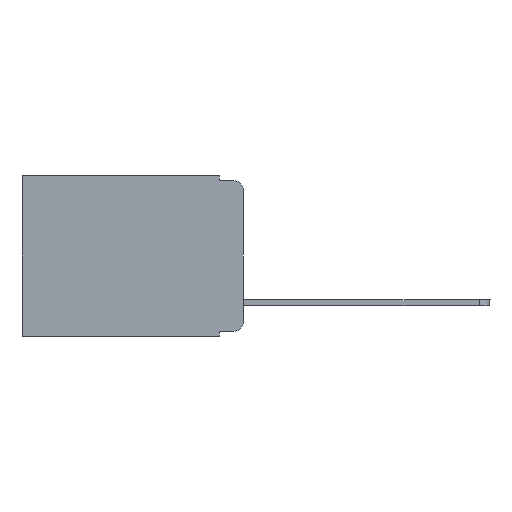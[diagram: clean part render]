
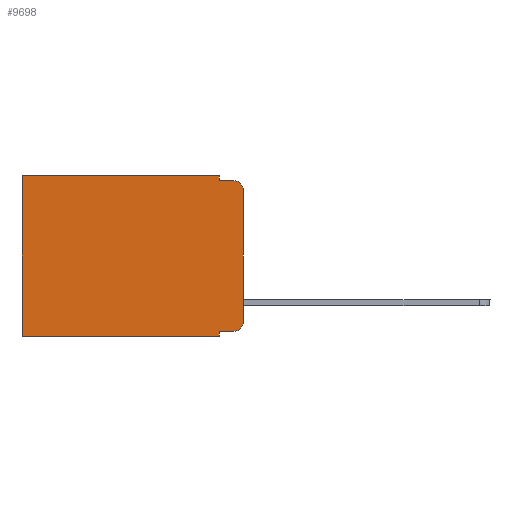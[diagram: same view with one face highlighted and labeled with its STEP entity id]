
A CAD part, left-side view. The second image highlights one B-rep face of the part: STEP entity #9698.
In plain terms, the highlighted planar face has unit normal (-1, 0, 0).
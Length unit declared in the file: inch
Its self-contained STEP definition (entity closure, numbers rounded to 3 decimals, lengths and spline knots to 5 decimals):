
#360 = VERTEX_POINT ( 'NONE', #8654 ) ;
#733 = EDGE_CURVE ( 'NONE', #9122, #13635, #9621, .T. ) ;
#876 = CARTESIAN_POINT ( 'NONE',  ( 0.298, 0.473, 0. ) ) ;
#1104 = AXIS2_PLACEMENT_3D ( 'NONE', #11053, #10979, #20091 ) ;
#1605 = VERTEX_POINT ( 'NONE', #14772 ) ;
#1795 = ORIENTED_EDGE ( 'NONE', *, *, #733, .T. ) ;
#2026 = CARTESIAN_POINT ( 'NONE',  ( 0.298, 0.02, -0.333 ) ) ;
#2062 = ORIENTED_EDGE ( 'NONE', *, *, #2397, .T. ) ;
#2067 = ORIENTED_EDGE ( 'NONE', *, *, #10198, .T. ) ;
#2397 = EDGE_CURVE ( 'NONE', #2690, #10123, #7659, .T. ) ;
#2469 = CARTESIAN_POINT ( 'NONE',  ( 0.298, 0.02, -0.01 ) ) ;
#2589 = LINE ( 'NONE', #13758, #21055 ) ;
#2690 = VERTEX_POINT ( 'NONE', #2026 ) ;
#2695 = ORIENTED_EDGE ( 'NONE', *, *, #12425, .F. ) ;
#2880 = CARTESIAN_POINT ( 'NONE',  ( 0.298, 0., -0.03 ) ) ;
#3858 = EDGE_LOOP ( 'NONE', ( #2695, #1795, #13339, #10542, #2067, #5865, #13267, #14011, #10092, #2062 ) ) ;
#4053 = CARTESIAN_POINT ( 'NONE',  ( 0.298, 0.051, -0.333 ) ) ;
#5511 = AXIS2_PLACEMENT_3D ( 'NONE', #13041, #5722, #12965 ) ;
#5722 = DIRECTION ( 'NONE',  ( -1., 0., 0. ) ) ;
#5865 = ORIENTED_EDGE ( 'NONE', *, *, #21498, .T. ) ;
#5989 = PLANE ( 'NONE',  #12715 ) ;
#6032 = CARTESIAN_POINT ( 'NONE',  ( 0.298, 0.051, 0. ) ) ;
#6141 = LINE ( 'NONE', #4053, #16491 ) ;
#6484 = CARTESIAN_POINT ( 'NONE',  ( 0.298, 0.051, -0.01 ) ) ;
#6669 = VECTOR ( 'NONE', #8487, 39.37008 ) ;
#6715 = DIRECTION ( 'NONE',  ( 0., 0., -1. ) ) ;
#7659 = CIRCLE ( 'NONE', #5511, 0.02 ) ;
#7988 = DIRECTION ( 'NONE',  ( 0., 1., 0. ) ) ;
#8100 = LINE ( 'NONE', #876, #16482 ) ;
#8196 = VECTOR ( 'NONE', #18757, 39.37008 ) ;
#8466 = FACE_OUTER_BOUND ( 'NONE', #3858, .T. ) ;
#8487 = DIRECTION ( 'NONE',  ( 0., 0., -1. ) ) ;
#8654 = CARTESIAN_POINT ( 'NONE',  ( 0.298, 0.473, -0.343 ) ) ;
#8843 = EDGE_CURVE ( 'NONE', #11819, #23097, #17731, .T. ) ;
#9058 = EDGE_CURVE ( 'NONE', #23097, #13635, #22746, .T. ) ;
#9122 = VERTEX_POINT ( 'NONE', #2880 ) ;
#9217 = EDGE_CURVE ( 'NONE', #1605, #14052, #2589, .T. ) ;
#9621 = CIRCLE ( 'NONE', #1104, 0.02 ) ;
#9698 = ADVANCED_FACE ( 'NONE', ( #8466 ), #5989, .F. ) ;
#9717 = CARTESIAN_POINT ( 'NONE',  ( 0.298, 0., -0.343 ) ) ;
#10043 = CARTESIAN_POINT ( 'NONE',  ( 0.298, 0.051, 0. ) ) ;
#10092 = ORIENTED_EDGE ( 'NONE', *, *, #14559, .T. ) ;
#10123 = VERTEX_POINT ( 'NONE', #10885 ) ;
#10198 = EDGE_CURVE ( 'NONE', #11819, #20402, #18248, .T. ) ;
#10542 = ORIENTED_EDGE ( 'NONE', *, *, #8843, .F. ) ;
#10546 = CARTESIAN_POINT ( 'NONE',  ( 0.298, 0.051, -0.343 ) ) ;
#10720 = DIRECTION ( 'NONE',  ( 0., 1., 0. ) ) ;
#10885 = CARTESIAN_POINT ( 'NONE',  ( 0.298, 0., -0.313 ) ) ;
#10979 = DIRECTION ( 'NONE',  ( -1., 0., 0. ) ) ;
#11053 = CARTESIAN_POINT ( 'NONE',  ( 0.298, 0.02, -0.03 ) ) ;
#11069 = CARTESIAN_POINT ( 'NONE',  ( 0.298, 0., 0. ) ) ;
#11819 = VERTEX_POINT ( 'NONE', #6032 ) ;
#12425 = EDGE_CURVE ( 'NONE', #9122, #10123, #20373, .T. ) ;
#12715 = AXIS2_PLACEMENT_3D ( 'NONE', #16406, #14621, #14696 ) ;
#12965 = DIRECTION ( 'NONE',  ( 0., 0., -1. ) ) ;
#13041 = CARTESIAN_POINT ( 'NONE',  ( 0.298, 0.02, -0.313 ) ) ;
#13267 = ORIENTED_EDGE ( 'NONE', *, *, #17571, .F. ) ;
#13280 = LINE ( 'NONE', #9717, #18306 ) ;
#13339 = ORIENTED_EDGE ( 'NONE', *, *, #9058, .F. ) ;
#13635 = VERTEX_POINT ( 'NONE', #2469 ) ;
#13758 = CARTESIAN_POINT ( 'NONE',  ( 0.298, 0.051, 0. ) ) ;
#14011 = ORIENTED_EDGE ( 'NONE', *, *, #9217, .F. ) ;
#14052 = VERTEX_POINT ( 'NONE', #10546 ) ;
#14060 = VECTOR ( 'NONE', #10720, 39.37008 ) ;
#14559 = EDGE_CURVE ( 'NONE', #1605, #2690, #6141, .T. ) ;
#14621 = DIRECTION ( 'NONE',  ( 1., 0., 0. ) ) ;
#14632 = DIRECTION ( 'NONE',  ( 0., -1., 0. ) ) ;
#14696 = DIRECTION ( 'NONE',  ( 0., 0., -1. ) ) ;
#14772 = CARTESIAN_POINT ( 'NONE',  ( 0.298, 0.051, -0.333 ) ) ;
#15061 = DIRECTION ( 'NONE',  ( 0., 0., -1. ) ) ;
#15222 = VECTOR ( 'NONE', #15061, 39.37008 ) ;
#15976 = CARTESIAN_POINT ( 'NONE',  ( 0.298, 0.473, 0. ) ) ;
#16406 = CARTESIAN_POINT ( 'NONE',  ( 0.298, 0., 0. ) ) ;
#16482 = VECTOR ( 'NONE', #17318, 39.37008 ) ;
#16491 = VECTOR ( 'NONE', #14632, 39.37008 ) ;
#17318 = DIRECTION ( 'NONE',  ( 0., 0., -1. ) ) ;
#17395 = CARTESIAN_POINT ( 'NONE',  ( 0.298, 0., 0. ) ) ;
#17571 = EDGE_CURVE ( 'NONE', #14052, #360, #13280, .T. ) ;
#17731 = LINE ( 'NONE', #10043, #15222 ) ;
#18248 = LINE ( 'NONE', #11069, #14060 ) ;
#18306 = VECTOR ( 'NONE', #7988, 39.37008 ) ;
#18757 = DIRECTION ( 'NONE',  ( 0., -1., 0. ) ) ;
#20091 = DIRECTION ( 'NONE',  ( 0., 0., -1. ) ) ;
#20373 = LINE ( 'NONE', #17395, #6669 ) ;
#20402 = VERTEX_POINT ( 'NONE', #15976 ) ;
#21055 = VECTOR ( 'NONE', #6715, 39.37008 ) ;
#21498 = EDGE_CURVE ( 'NONE', #20402, #360, #8100, .T. ) ;
#21879 = CARTESIAN_POINT ( 'NONE',  ( 0.298, 0.051, -0.01 ) ) ;
#22746 = LINE ( 'NONE', #6484, #8196 ) ;
#23097 = VERTEX_POINT ( 'NONE', #21879 ) ;
